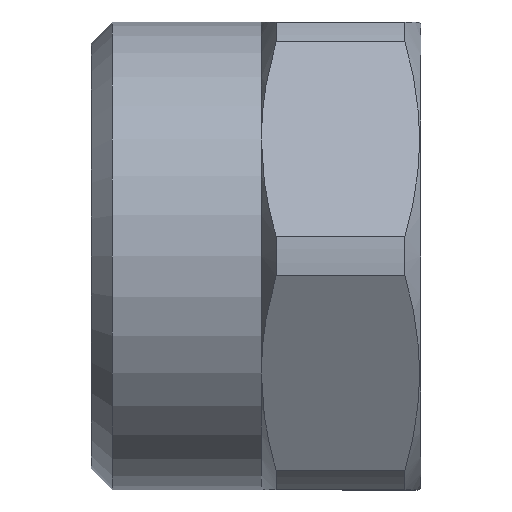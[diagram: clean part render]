
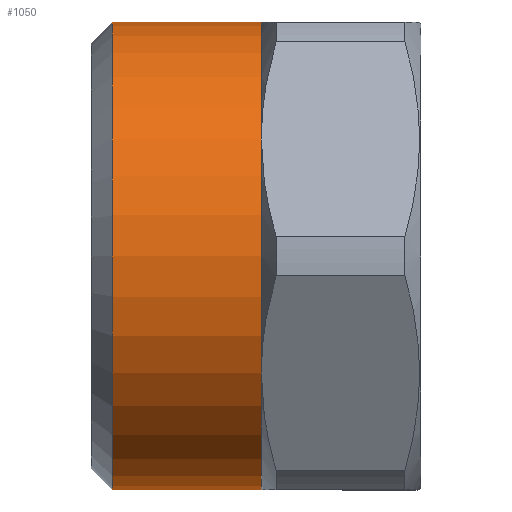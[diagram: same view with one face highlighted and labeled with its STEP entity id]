
A CAD part, left-side view. The second image highlights one B-rep face of the part: STEP entity #1050.
In plain terms, the highlighted cylindrical face has radius 11 mm (diameter 22 mm), a partial arc.
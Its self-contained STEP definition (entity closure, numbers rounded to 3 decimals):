
#32 = VECTOR ( 'NONE', #857, 1000. ) ;
#37 = AXIS2_PLACEMENT_3D ( 'NONE', #834, #835, #836 ) ;
#45 = CIRCLE ( 'NONE', #37, 11. ) ;
#53 = AXIS2_PLACEMENT_3D ( 'NONE', #773, #774, #775 ) ;
#57 = CIRCLE ( 'NONE', #53, 11. ) ;
#129 = EDGE_LOOP ( 'NONE', ( #217, #218, #215, #220, #219, #221 ) ) ;
#215 = ORIENTED_EDGE ( 'NONE', *, *, #1095, .T. ) ;
#217 = ORIENTED_EDGE ( 'NONE', *, *, #1025, .F. ) ;
#218 = ORIENTED_EDGE ( 'NONE', *, *, #1072, .T. ) ;
#219 = ORIENTED_EDGE ( 'NONE', *, *, #1005, .F. ) ;
#220 = ORIENTED_EDGE ( 'NONE', *, *, #1020, .F. ) ;
#221 = ORIENTED_EDGE ( 'NONE', *, *, #1078, .F. ) ;
#302 = VERTEX_POINT ( 'NONE', #1228 ) ;
#303 = VERTEX_POINT ( 'NONE', #1166 ) ;
#304 = VERTEX_POINT ( 'NONE', #1167 ) ;
#307 = VERTEX_POINT ( 'NONE', #725 ) ;
#351 = CARTESIAN_POINT ( 'NONE',  ( 0., 14.5, 0. ) ) ;
#352 = DIRECTION ( 'NONE',  ( 0., -1., 0. ) ) ;
#353 = DIRECTION ( 'NONE',  ( 0., 0., -1. ) ) ;
#372 = CARTESIAN_POINT ( 'NONE',  ( 0., 7.5, 0. ) ) ;
#373 = DIRECTION ( 'NONE',  ( 0., -1., 0. ) ) ;
#374 = DIRECTION ( 'NONE',  ( 0., 0., -1. ) ) ;
#424 = CARTESIAN_POINT ( 'NONE',  ( 0., -3.213, -11. ) ) ;
#425 = DIRECTION ( 'NONE',  ( 0., -1., 0. ) ) ;
#505 = CARTESIAN_POINT ( 'NONE',  ( -9.526, 7.5, -5.5 ) ) ;
#508 = CARTESIAN_POINT ( 'NONE',  ( -9.526, 7.5, 5.5 ) ) ;
#566 = VECTOR ( 'NONE', #425, 1000. ) ;
#624 = LINE ( 'NONE', #856, #32 ) ;
#653 = FACE_OUTER_BOUND ( 'NONE', #129, .T. ) ;
#654 = CYLINDRICAL_SURFACE ( 'NONE', #1141, 11. ) ;
#679 = LINE ( 'NONE', #424, #566 ) ;
#725 = CARTESIAN_POINT ( 'NONE',  ( 0., 7.5, -11. ) ) ;
#773 = CARTESIAN_POINT ( 'NONE',  ( 0., 7.5, 0. ) ) ;
#774 = DIRECTION ( 'NONE',  ( 0., -1., 0. ) ) ;
#775 = DIRECTION ( 'NONE',  ( 0., 0., -1. ) ) ;
#834 = CARTESIAN_POINT ( 'NONE',  ( 0., 7.5, 0. ) ) ;
#835 = DIRECTION ( 'NONE',  ( 0., -1., 0. ) ) ;
#836 = DIRECTION ( 'NONE',  ( 0., 0., -1. ) ) ;
#856 = CARTESIAN_POINT ( 'NONE',  ( 0., -3.213, 11. ) ) ;
#857 = DIRECTION ( 'NONE',  ( 0., -1., 0. ) ) ;
#940 = CARTESIAN_POINT ( 'NONE',  ( 0., -3.213, 0. ) ) ;
#941 = DIRECTION ( 'NONE',  ( 0., -1., 0. ) ) ;
#942 = DIRECTION ( 'NONE',  ( 0., 0., -1. ) ) ;
#1005 = EDGE_CURVE ( 'NONE', #1152, #1144, #57, .T. ) ;
#1020 = EDGE_CURVE ( 'NONE', #1144, #307, #45, .T. ) ;
#1025 = EDGE_CURVE ( 'NONE', #302, #304, #624, .T. ) ;
#1050 = ADVANCED_FACE ( 'NONE', ( #653 ), #654, .T. ) ;
#1072 = EDGE_CURVE ( 'NONE', #302, #303, #1151, .T. ) ;
#1078 = EDGE_CURVE ( 'NONE', #304, #1152, #1162, .T. ) ;
#1095 = EDGE_CURVE ( 'NONE', #303, #307, #679, .T. ) ;
#1131 = AXIS2_PLACEMENT_3D ( 'NONE', #372, #373, #374 ) ;
#1141 = AXIS2_PLACEMENT_3D ( 'NONE', #940, #941, #942 ) ;
#1144 = VERTEX_POINT ( 'NONE', #505 ) ;
#1150 = AXIS2_PLACEMENT_3D ( 'NONE', #351, #352, #353 ) ;
#1151 = CIRCLE ( 'NONE', #1150, 11. ) ;
#1152 = VERTEX_POINT ( 'NONE', #508 ) ;
#1162 = CIRCLE ( 'NONE', #1131, 11. ) ;
#1166 = CARTESIAN_POINT ( 'NONE',  ( 0., 14.5, -11. ) ) ;
#1167 = CARTESIAN_POINT ( 'NONE',  ( 0., 7.5, 11. ) ) ;
#1228 = CARTESIAN_POINT ( 'NONE',  ( 0., 14.5, 11. ) ) ;
